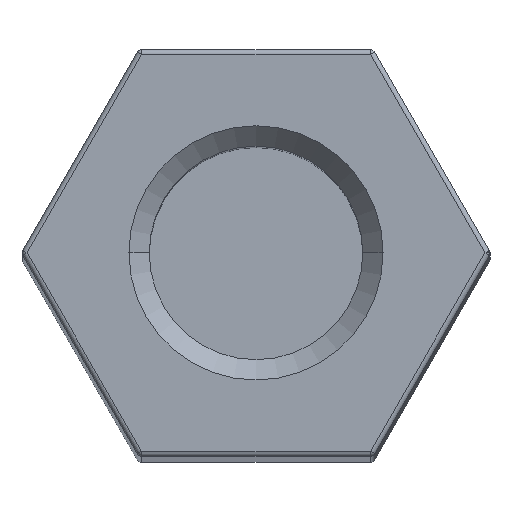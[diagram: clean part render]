
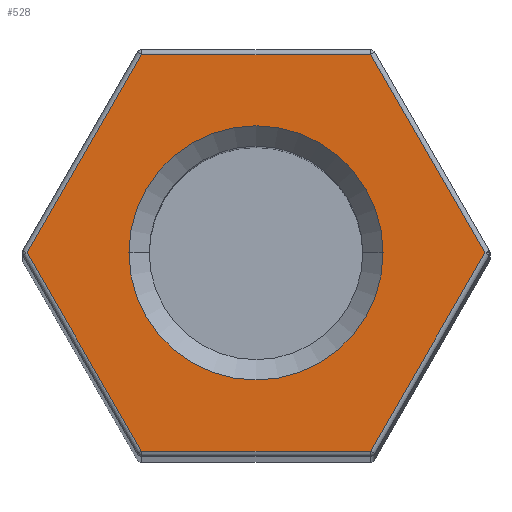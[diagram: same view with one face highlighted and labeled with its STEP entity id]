
A CAD part, top view. The second image highlights one B-rep face of the part: STEP entity #528.
In plain terms, the highlighted planar face has unit normal (0, 0, 1).
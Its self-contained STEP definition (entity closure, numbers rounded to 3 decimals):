
#25 = VECTOR ( 'NONE', #46, 1000. ) ;
#27 = LINE ( 'NONE', #422, #1178 ) ;
#32 = VERTEX_POINT ( 'NONE', #1021 ) ;
#41 = CARTESIAN_POINT ( 'NONE',  ( -2.252, 3.9, 70. ) ) ;
#46 = DIRECTION ( 'NONE',  ( -0.5, 0.866, 0. ) ) ;
#51 = CARTESIAN_POINT ( 'NONE',  ( 0., 0., 70. ) ) ;
#69 = FACE_OUTER_BOUND ( 'NONE', #492, .T. ) ;
#88 = AXIS2_PLACEMENT_3D ( 'NONE', #51, #833, #161 ) ;
#99 = FACE_BOUND ( 'NONE', #855, .T. ) ;
#131 = DIRECTION ( 'NONE',  ( 0.5, 0.866, 0. ) ) ;
#141 = AXIS2_PLACEMENT_3D ( 'NONE', #557, #1292, #664 ) ;
#159 = CARTESIAN_POINT ( 'NONE',  ( 2.223, 3.95, 70. ) ) ;
#161 = DIRECTION ( 'NONE',  ( 1., 0., 0. ) ) ;
#240 = CARTESIAN_POINT ( 'NONE',  ( -2.223, -3.95, 70. ) ) ;
#327 = CIRCLE ( 'NONE', #88, 2.5 ) ;
#339 = VERTEX_POINT ( 'NONE', #41 ) ;
#340 = AXIS2_PLACEMENT_3D ( 'NONE', #946, #1333, #727 ) ;
#369 = VERTEX_POINT ( 'NONE', #1320 ) ;
#422 = CARTESIAN_POINT ( 'NONE',  ( -2.309, 3.9, 70. ) ) ;
#446 = DIRECTION ( 'NONE',  ( -0.5, -0.866, 0. ) ) ;
#460 = VERTEX_POINT ( 'NONE', #501 ) ;
#492 = EDGE_LOOP ( 'NONE', ( #503, #507, #510, #545, #550, #563 ) ) ;
#501 = CARTESIAN_POINT ( 'NONE',  ( 2.252, -3.9, 70. ) ) ;
#503 = ORIENTED_EDGE ( 'NONE', *, *, #733, .T. ) ;
#507 = ORIENTED_EDGE ( 'NONE', *, *, #853, .T. ) ;
#510 = ORIENTED_EDGE ( 'NONE', *, *, #920, .T. ) ;
#514 = CARTESIAN_POINT ( 'NONE',  ( -2.5, 0., 70. ) ) ;
#518 = LINE ( 'NONE', #772, #1048 ) ;
#528 = ADVANCED_FACE ( 'NONE', ( #69, #99 ), #1255, .T. ) ;
#545 = ORIENTED_EDGE ( 'NONE', *, *, #934, .T. ) ;
#550 = ORIENTED_EDGE ( 'NONE', *, *, #966, .T. ) ;
#557 = CARTESIAN_POINT ( 'NONE',  ( 0., 0., 70. ) ) ;
#563 = ORIENTED_EDGE ( 'NONE', *, *, #1057, .T. ) ;
#566 = ORIENTED_EDGE ( 'NONE', *, *, #835, .T. ) ;
#577 = DIRECTION ( 'NONE',  ( 0.5, -0.866, 0. ) ) ;
#581 = VERTEX_POINT ( 'NONE', #514 ) ;
#583 = DIRECTION ( 'NONE',  ( 1., 0., 0. ) ) ;
#614 = ORIENTED_EDGE ( 'NONE', *, *, #1080, .T. ) ;
#637 = VECTOR ( 'NONE', #577, 1000. ) ;
#664 = DIRECTION ( 'NONE',  ( 1., 0., 0. ) ) ;
#669 = LINE ( 'NONE', #240, #637 ) ;
#727 = DIRECTION ( 'NONE',  ( 1., 0., 0. ) ) ;
#733 = EDGE_CURVE ( 'NONE', #778, #339, #27, .T. ) ;
#772 = CARTESIAN_POINT ( 'NONE',  ( -4.532, -0.05, 70. ) ) ;
#778 = VERTEX_POINT ( 'NONE', #1200 ) ;
#833 = DIRECTION ( 'NONE',  ( 0., 0., -1. ) ) ;
#835 = EDGE_CURVE ( 'NONE', #979, #581, #1317, .T. ) ;
#853 = EDGE_CURVE ( 'NONE', #339, #858, #518, .T. ) ;
#855 = EDGE_LOOP ( 'NONE', ( #566, #614 ) ) ;
#858 = VERTEX_POINT ( 'NONE', #1119 ) ;
#866 = VECTOR ( 'NONE', #131, 1000. ) ;
#919 = LINE ( 'NONE', #159, #25 ) ;
#920 = EDGE_CURVE ( 'NONE', #858, #32, #669, .T. ) ;
#934 = EDGE_CURVE ( 'NONE', #32, #460, #1217, .T. ) ;
#946 = CARTESIAN_POINT ( 'NONE',  ( 4.619, 0., 70. ) ) ;
#966 = EDGE_CURVE ( 'NONE', #460, #369, #1169, .T. ) ;
#979 = VERTEX_POINT ( 'NONE', #1229 ) ;
#1021 = CARTESIAN_POINT ( 'NONE',  ( -2.252, -3.9, 70. ) ) ;
#1031 = CARTESIAN_POINT ( 'NONE',  ( 4.532, 0.05, 70. ) ) ;
#1048 = VECTOR ( 'NONE', #446, 1000. ) ;
#1057 = EDGE_CURVE ( 'NONE', #369, #778, #919, .T. ) ;
#1080 = EDGE_CURVE ( 'NONE', #581, #979, #327, .T. ) ;
#1119 = CARTESIAN_POINT ( 'NONE',  ( -4.503, 0., 70. ) ) ;
#1169 = LINE ( 'NONE', #1031, #866 ) ;
#1178 = VECTOR ( 'NONE', #1357, 1000. ) ;
#1190 = VECTOR ( 'NONE', #583, 1000. ) ;
#1200 = CARTESIAN_POINT ( 'NONE',  ( 2.252, 3.9, 70. ) ) ;
#1217 = LINE ( 'NONE', #1307, #1190 ) ;
#1229 = CARTESIAN_POINT ( 'NONE',  ( 2.5, 0., 70. ) ) ;
#1255 = PLANE ( 'NONE',  #340 ) ;
#1292 = DIRECTION ( 'NONE',  ( 0., 0., -1. ) ) ;
#1307 = CARTESIAN_POINT ( 'NONE',  ( 2.309, -3.9, 70. ) ) ;
#1317 = CIRCLE ( 'NONE', #141, 2.5 ) ;
#1320 = CARTESIAN_POINT ( 'NONE',  ( 4.503, 0., 70. ) ) ;
#1333 = DIRECTION ( 'NONE',  ( 0., 0., 1. ) ) ;
#1357 = DIRECTION ( 'NONE',  ( -1., 0., 0. ) ) ;
